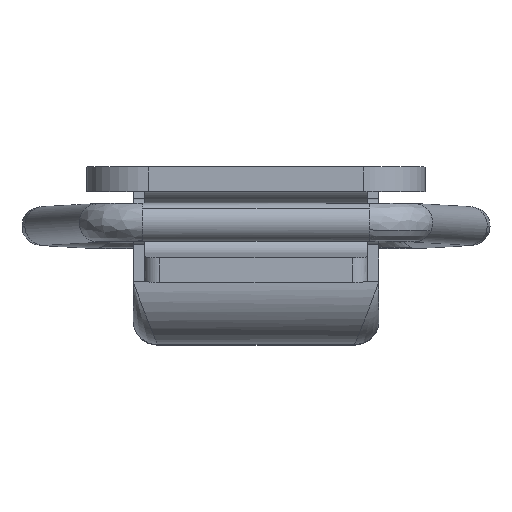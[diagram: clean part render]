
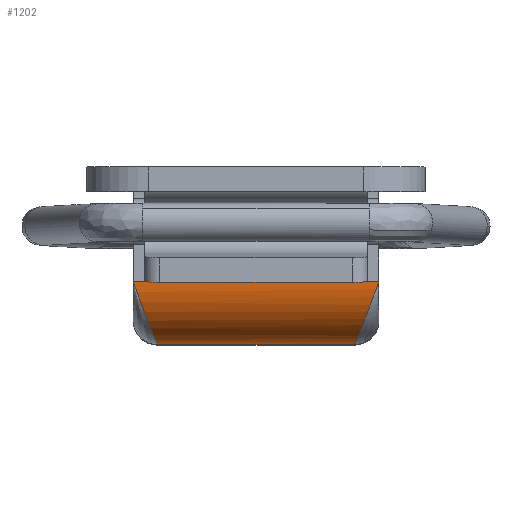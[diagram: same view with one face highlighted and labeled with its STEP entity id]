
A CAD part, top view. The second image highlights one B-rep face of the part: STEP entity #1202.
In plain terms, the highlighted free-form (B-spline) face has degree [1, 2] with [2, 3] control points.
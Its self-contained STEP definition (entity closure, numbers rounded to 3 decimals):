
#667=CARTESIAN_POINT('',(8.,-3.4,21.5));
#668=VERTEX_POINT('',#667);
#681=CARTESIAN_POINT('',(6.4,-7.5,17.4));
#682=VERTEX_POINT('',#681);
#683=CARTESIAN_POINT('',(6.4,-7.5,17.4));
#684=CARTESIAN_POINT('',(6.401,-7.498,17.488));
#685=CARTESIAN_POINT('',(6.402,-7.495,17.665));
#686=CARTESIAN_POINT('',(6.415,-7.468,17.933));
#687=CARTESIAN_POINT('',(6.436,-7.423,18.205));
#688=CARTESIAN_POINT('',(6.465,-7.359,18.479));
#689=CARTESIAN_POINT('',(6.502,-7.274,18.753));
#690=CARTESIAN_POINT('',(6.548,-7.168,19.026));
#691=CARTESIAN_POINT('',(6.602,-7.039,19.296));
#692=CARTESIAN_POINT('',(6.664,-6.889,19.561));
#693=CARTESIAN_POINT('',(6.734,-6.715,19.819));
#694=CARTESIAN_POINT('',(6.813,-6.519,20.067));
#695=CARTESIAN_POINT('',(6.9,-6.3,20.304));
#696=CARTESIAN_POINT('',(6.999,-6.049,20.536));
#697=CARTESIAN_POINT('',(7.116,-5.755,20.764));
#698=CARTESIAN_POINT('',(7.253,-5.402,20.987));
#699=CARTESIAN_POINT('',(7.411,-4.989,21.19));
#700=CARTESIAN_POINT('',(7.588,-4.513,21.357));
#701=CARTESIAN_POINT('',(7.786,-3.976,21.476));
#702=CARTESIAN_POINT('',(7.927,-3.597,21.492));
#703=CARTESIAN_POINT('',(8.,-3.4,21.5));
#704=B_SPLINE_CURVE_WITH_KNOTS('',3,(#683,#684,#685,#686,#687,#688,#689,#690,#691,#692,#693,#694,#695,#696,#697,#698,#699,#700,#701,#702,#703),.UNSPECIFIED.,.F.,.U.,(4,1,1,1,1,1,1,1,1,1,1,1,1,1,1,1,1,1,4),(0.0,0.039,0.08,0.121,0.164,0.207,0.251,0.297,0.343,0.391,0.44,0.49,0.541,0.6,0.665,0.738,0.818,0.906,1.0),.UNSPECIFIED.);
#705=EDGE_CURVE('',#682,#668,#704,.T.);
#790=CARTESIAN_POINT('',(-8.,-3.4,21.5));
#791=VERTEX_POINT('',#790);
#792=CARTESIAN_POINT('',(-6.4,-7.5,17.4));
#793=VERTEX_POINT('',#792);
#794=CARTESIAN_POINT('',(-8.,-3.4,21.5));
#795=CARTESIAN_POINT('',(-7.963,-3.5,21.498));
#796=CARTESIAN_POINT('',(-7.889,-3.697,21.494));
#797=CARTESIAN_POINT('',(-7.783,-3.986,21.461));
#798=CARTESIAN_POINT('',(-7.681,-4.261,21.412));
#799=CARTESIAN_POINT('',(-7.585,-4.521,21.347));
#800=CARTESIAN_POINT('',(-7.494,-4.767,21.268));
#801=CARTESIAN_POINT('',(-7.407,-4.997,21.179));
#802=CARTESIAN_POINT('',(-7.326,-5.211,21.081));
#803=CARTESIAN_POINT('',(-7.25,-5.409,20.976));
#804=CARTESIAN_POINT('',(-7.179,-5.593,20.866));
#805=CARTESIAN_POINT('',(-7.113,-5.761,20.754));
#806=CARTESIAN_POINT('',(-7.052,-5.915,20.64));
#807=CARTESIAN_POINT('',(-6.997,-6.056,20.525));
#808=CARTESIAN_POINT('',(-6.946,-6.183,20.413));
#809=CARTESIAN_POINT('',(-6.859,-6.401,20.202));
#810=CARTESIAN_POINT('',(-6.746,-6.688,19.872));
#811=CARTESIAN_POINT('',(-6.62,-6.996,19.395));
#812=CARTESIAN_POINT('',(-6.522,-7.229,18.898));
#813=CARTESIAN_POINT('',(-6.453,-7.388,18.395));
#814=CARTESIAN_POINT('',(-6.409,-7.483,17.894));
#815=CARTESIAN_POINT('',(-6.403,-7.494,17.562));
#816=CARTESIAN_POINT('',(-6.4,-7.5,17.4));
#817=B_SPLINE_CURVE_WITH_KNOTS('',3,(#794,#795,#796,#797,#798,#799,#800,#801,#802,#803,#804,#805,#806,#807,#808,#809,#810,#811,#812,#813,#814,#815,#816),.UNSPECIFIED.,.F.,.U.,(4,1,1,1,1,1,1,1,1,1,1,1,1,1,1,1,1,1,1,1,4),(0.0,0.048,0.095,0.139,0.182,0.223,0.262,0.299,0.335,0.369,0.4,0.431,0.459,0.486,0.51,0.601,0.688,0.771,0.851,0.927,1.0),.UNSPECIFIED.);
#818=EDGE_CURVE('',#791,#793,#817,.T.);
#1174=CARTESIAN_POINT('',(-8.4,-7.5,17.364));
#1175=CARTESIAN_POINT('',(8.41,-7.5,17.364));
#1176=CARTESIAN_POINT('',(-8.4,-7.538,21.761));
#1177=CARTESIAN_POINT('',(8.41,-7.538,21.761));
#1178=CARTESIAN_POINT('',(-8.4,-3.15,21.492));
#1179=CARTESIAN_POINT('',(8.41,-3.15,21.492));
#1187=(BOUNDED_SURFACE()B_SPLINE_SURFACE(1,2,((#1174,#1176,#1178),(#1175,#1177,#1179)),.UNSPECIFIED.,.F.,.F.,.U.)B_SPLINE_SURFACE_WITH_KNOTS((2,2),(3,3),(0.0,16.81),(0.0,7.131),.UNSPECIFIED.)GEOMETRIC_REPRESENTATION_ITEM()RATIONAL_B_SPLINE_SURFACE(((1.0,0.682,1.0),(1.0,0.682,1.0)))REPRESENTATION_ITEM('')SURFACE());
#1188=CARTESIAN_POINT('',(-8.,-3.4,21.5));
#1189=CARTESIAN_POINT('',(8.,-3.4,21.5));
#1190=QUASI_UNIFORM_CURVE('',1,(#1188,#1189),.UNSPECIFIED.,.F.,.U.);
#1191=EDGE_CURVE('',#791,#668,#1190,.T.);
#1192=ORIENTED_EDGE('',*,*,#1191,.F.);
#1193=ORIENTED_EDGE('',*,*,#818,.T.);
#1194=CARTESIAN_POINT('',(-6.4,-7.5,17.4));
#1195=CARTESIAN_POINT('',(6.4,-7.5,17.4));
#1196=QUASI_UNIFORM_CURVE('',1,(#1194,#1195),.UNSPECIFIED.,.F.,.U.);
#1197=EDGE_CURVE('',#793,#682,#1196,.T.);
#1198=ORIENTED_EDGE('',*,*,#1197,.T.);
#1199=ORIENTED_EDGE('',*,*,#705,.T.);
#1200=EDGE_LOOP('',(#1192,#1193,#1198,#1199));
#1201=FACE_OUTER_BOUND('',#1200,.T.);
#1202=ADVANCED_FACE('',(#1201),#1187,.T.);
